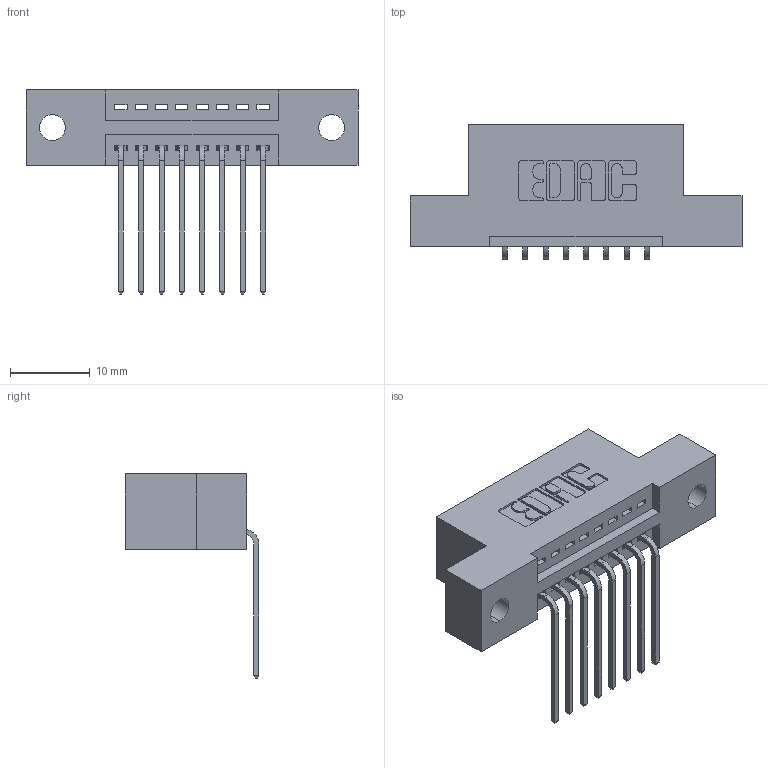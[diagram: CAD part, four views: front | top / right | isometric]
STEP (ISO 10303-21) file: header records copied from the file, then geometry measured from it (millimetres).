
FILE_DESCRIPTION (( 'STEP AP203' ), '1' );
FILE_NAME ('395-008-559-102.STEP', '2018-10-24T00:17:41', ( '' ), ( '' ), 'SwSTEP 2.0', 'SolidWorks 2016', '' );
FILE_SCHEMA (( 'CONFIG_CONTROL_DESIGN' ));
Length unit declared in the file: inch
Products named in the file (3): 345 Part_Flush Mounting Lugs - 0.128 Dia; 345-292-001_558 559 Tail - 1; 395-008-559-102
Assembly tree (9 placements, depth 2):
  395-008-559-102
    345 Part_Flush Mounting Lugs - 0.128 Dia
    345-292-001_558 559 Tail - 1  x8
Bounding box: 41.53 x 16.75 x 25.53 mm (x, y, z)
Volume: 3655.9 mm3; surface area: 4281.4 mm2
Topology: 9 solids, 9 shells, 606 faces, 1797 edges, 1186 vertices
Faces by surface type: plane 416, cylinder 190
Entity records: 10685 total; most frequent: CARTESIAN_POINT 1860, ORIENTED_EDGE 1802, DIRECTION 1673, EDGE_CURVE 901, VECTOR 737, LINE 737, VERTEX_POINT 598, AXIS2_PLACEMENT_3D 468
